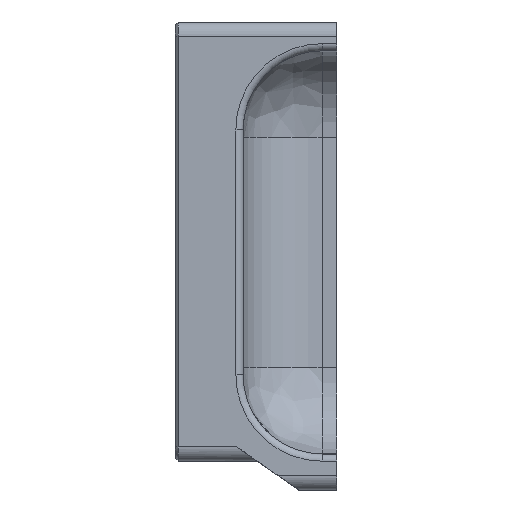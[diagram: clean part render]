
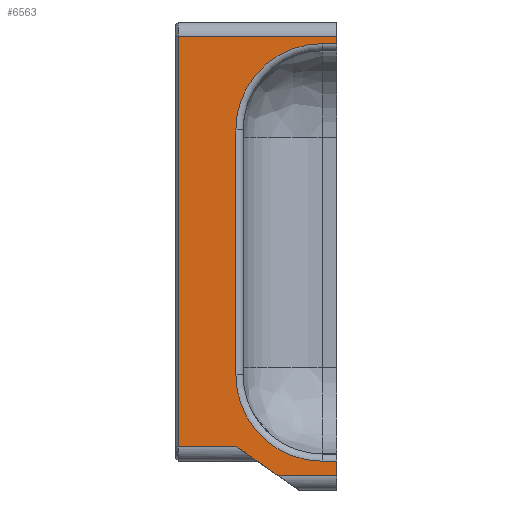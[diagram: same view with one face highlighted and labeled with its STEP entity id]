
A CAD part, left-side view. The second image highlights one B-rep face of the part: STEP entity #6563.
In plain terms, the highlighted planar face has unit normal (-1, 0, 0).
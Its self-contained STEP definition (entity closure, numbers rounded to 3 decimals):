
#360=FACE_OUTER_BOUND('',#740,.T.);
#740=EDGE_LOOP('',(#4447,#4448,#4449,#4450,#4451,#4452,#4453,#4454,#4455,
#4456,#4457,#4458));
#1125=CIRCLE('',#6955,12.);
#1129=CIRCLE('',#6961,12.);
#1395=LINE('',#9783,#2056);
#1397=LINE('',#9795,#2058);
#1398=LINE('',#9800,#2059);
#1401=LINE('',#9810,#2062);
#1411=LINE('',#9878,#2072);
#1412=LINE('',#9880,#2073);
#1413=LINE('',#9881,#2074);
#1414=LINE('',#9882,#2075);
#1415=LINE('',#9884,#2076);
#1416=LINE('',#9885,#2077);
#2056=VECTOR('',#7719,10.);
#2058=VECTOR('',#7733,10.);
#2059=VECTOR('',#7738,10.);
#2062=VECTOR('',#7747,10.);
#2072=VECTOR('',#7791,10.);
#2073=VECTOR('',#7792,10.);
#2074=VECTOR('',#7793,10.);
#2075=VECTOR('',#7794,10.);
#2076=VECTOR('',#7795,10.);
#2077=VECTOR('',#7796,10.);
#2727=VERTEX_POINT('',#9771);
#2729=VERTEX_POINT('',#9775);
#2731=VERTEX_POINT('',#9781);
#2733=VERTEX_POINT('',#9787);
#2735=VERTEX_POINT('',#9792);
#2736=VERTEX_POINT('',#9797);
#2739=VERTEX_POINT('',#9804);
#2741=VERTEX_POINT('',#9808);
#2755=VERTEX_POINT('',#9876);
#2756=VERTEX_POINT('',#9877);
#2757=VERTEX_POINT('',#9879);
#2758=VERTEX_POINT('',#9883);
#3367=EDGE_CURVE('',#2727,#2729,#1125,.T.);
#3370=EDGE_CURVE('',#2729,#2731,#1395,.T.);
#3373=EDGE_CURVE('',#2731,#2733,#1129,.T.);
#3376=EDGE_CURVE('',#2735,#2727,#1397,.T.);
#3378=EDGE_CURVE('',#2733,#2736,#1398,.T.);
#3383=EDGE_CURVE('',#2739,#2741,#1401,.T.);
#3404=EDGE_CURVE('',#2755,#2756,#1411,.T.);
#3405=EDGE_CURVE('',#2755,#2757,#1412,.T.);
#3406=EDGE_CURVE('',#2739,#2757,#1413,.T.);
#3407=EDGE_CURVE('',#2735,#2741,#1414,.T.);
#3408=EDGE_CURVE('',#2758,#2736,#1415,.T.);
#3409=EDGE_CURVE('',#2758,#2756,#1416,.T.);
#4447=ORIENTED_EDGE('',*,*,#3404,.F.);
#4448=ORIENTED_EDGE('',*,*,#3405,.T.);
#4449=ORIENTED_EDGE('',*,*,#3406,.F.);
#4450=ORIENTED_EDGE('',*,*,#3383,.T.);
#4451=ORIENTED_EDGE('',*,*,#3407,.F.);
#4452=ORIENTED_EDGE('',*,*,#3376,.T.);
#4453=ORIENTED_EDGE('',*,*,#3367,.T.);
#4454=ORIENTED_EDGE('',*,*,#3370,.T.);
#4455=ORIENTED_EDGE('',*,*,#3373,.T.);
#4456=ORIENTED_EDGE('',*,*,#3378,.T.);
#4457=ORIENTED_EDGE('',*,*,#3408,.F.);
#4458=ORIENTED_EDGE('',*,*,#3409,.T.);
#6343=PLANE('',#6985);
#6563=ADVANCED_FACE('',(#360),#6343,.F.);
#6955=AXIS2_PLACEMENT_3D('',#9777,#7712,#7713);
#6961=AXIS2_PLACEMENT_3D('',#9789,#7726,#7727);
#6985=AXIS2_PLACEMENT_3D('',#9875,#7789,#7790);
#7712=DIRECTION('center_axis',(1.,0.,0.));
#7713=DIRECTION('ref_axis',(0.,0.707,-0.707));
#7719=DIRECTION('',(0.,0.,1.));
#7726=DIRECTION('center_axis',(1.,0.,0.));
#7727=DIRECTION('ref_axis',(0.,0.707,0.707));
#7733=DIRECTION('',(0.,1.,0.));
#7738=DIRECTION('',(0.,-1.,0.));
#7747=DIRECTION('',(0.,-1.,0.));
#7789=DIRECTION('center_axis',(1.,0.,0.));
#7790=DIRECTION('ref_axis',(0.,0.,
-1.));
#7791=DIRECTION('',(0.,0.,1.));
#7792=DIRECTION('',(0.,-1.,0.));
#7793=DIRECTION('',(0.,0.819,0.574));
#7794=DIRECTION('',(0.,0.,-1.));
#7795=DIRECTION('',(0.,0.,-1.));
#7796=DIRECTION('',(0.,1.,0.));
#9771=CARTESIAN_POINT('',(-85.5,-8.,-582.));
#9775=CARTESIAN_POINT('',(-85.5,4.,-570.));
#9777=CARTESIAN_POINT('Origin',(-85.5,-8.,-570.));
#9781=CARTESIAN_POINT('',(-85.5,4.,-536.));
#9783=CARTESIAN_POINT('',(-85.5,4.,-528.));
#9787=CARTESIAN_POINT('',(-85.5,-8.,-524.));
#9789=CARTESIAN_POINT('Origin',(-85.5,-8.,-536.));
#9792=CARTESIAN_POINT('',(-85.5,-10.,-582.));
#9795=CARTESIAN_POINT('',(-85.5,-10.,-582.));
#9797=CARTESIAN_POINT('',(-85.5,-10.,-524.));
#9800=CARTESIAN_POINT('',(-85.5,-11.5,-524.));
#9804=CARTESIAN_POINT('',(-85.5,-1.856,-584.));
#9808=CARTESIAN_POINT('',(-85.5,-10.,-584.));
#9810=CARTESIAN_POINT('',(-85.5,-10.,-584.));
#9875=CARTESIAN_POINT('Origin',(-85.5,-10.,-520.));
#9876=CARTESIAN_POINT('',(-85.5,12.,-580.));
#9877=CARTESIAN_POINT('',(-85.5,12.,-523.));
#9878=CARTESIAN_POINT('',(-85.5,12.,-536.25));
#9879=CARTESIAN_POINT('',(-85.5,3.856,-580.));
#9880=CARTESIAN_POINT('',(-85.5,-4.5,-580.));
#9881=CARTESIAN_POINT('',(-85.5,9.018,-576.386));
#9882=CARTESIAN_POINT('',(-85.5,-10.,-582.));
#9883=CARTESIAN_POINT('',(-85.5,-10.,-523.));
#9884=CARTESIAN_POINT('',(-85.5,-10.,-518.));
#9885=CARTESIAN_POINT('',(-85.5,-10.,-523.));
